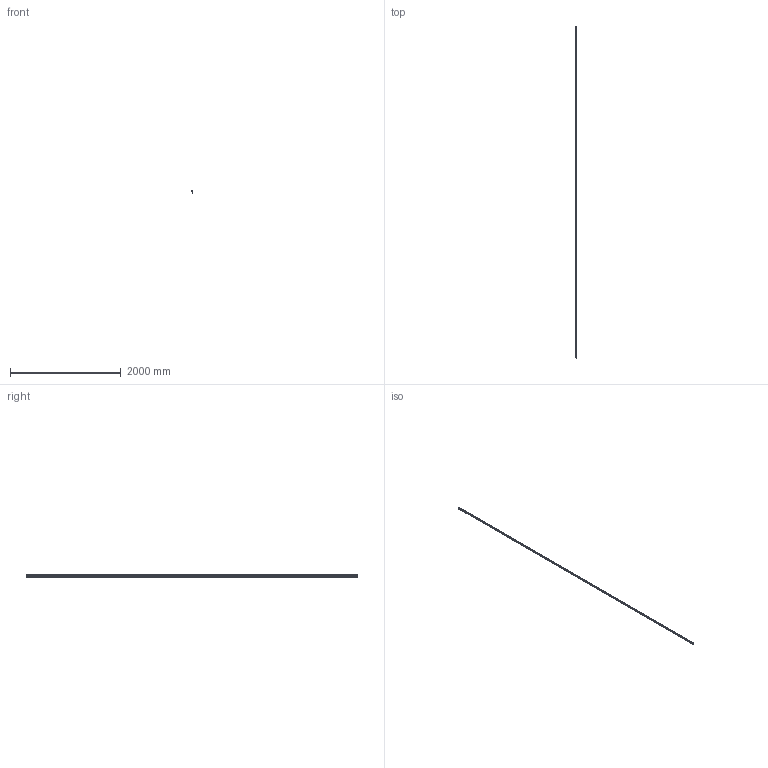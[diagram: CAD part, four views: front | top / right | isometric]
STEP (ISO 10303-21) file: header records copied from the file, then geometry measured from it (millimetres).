
FILE_DESCRIPTION(/* description */ (''),/* implementation_level */ '2;1');
FILE_NAME(/* name */ '11109E_600.stp',/* time_stamp */ '2019-08-19T11:54:10+02:00',/* author */ ('Giuliano'),/* organization */ (''),/* preprocessor_version */ 'ST-DEVELOPER v17.2',/* originating_system */ 'Autodesk Inventor 2019',/* authorisation */ '');
FILE_SCHEMA (('AUTOMOTIVE_DESIGN { 1 0 10303 214 3 1 1 }'));
Length unit declared in the file: millimetre
Products named in the file (1): 11109ELSP
Bounding box: 24 x 6000 x 37 mm (x, y, z)
Volume: 1368008.7 mm3; surface area: 1097431.1 mm2
Topology: 1 solids, 1 shells, 141 faces, 486 edges, 324 vertices
Faces by surface type: plane 85, cylinder 56
Full cylindrical faces by diameter (mm): 6.3 x23
Entity records: 5523 total; most frequent: DIRECTION 1020, ORIENTED_EDGE 972, CARTESIAN_POINT 952, EDGE_CURVE 486, AXIS2_PLACEMENT_3D 392, VERTEX_POINT 324, LINE 236, VECTOR 236
